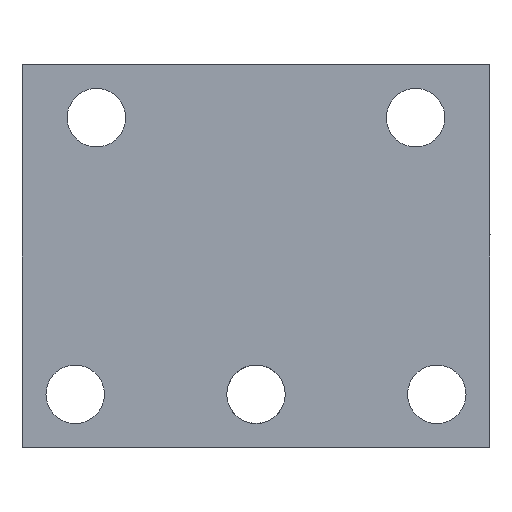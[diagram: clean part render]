
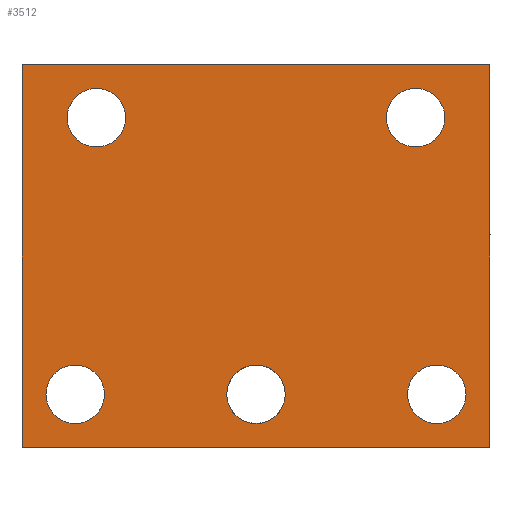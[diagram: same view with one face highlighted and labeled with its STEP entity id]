
A CAD part, front view. The second image highlights one B-rep face of the part: STEP entity #3512.
In plain terms, the highlighted planar face has unit normal (0, -1, 0).
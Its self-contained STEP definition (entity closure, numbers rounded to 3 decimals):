
#198=FACE_BOUND('',#672,.T.);
#199=FACE_BOUND('',#673,.T.);
#200=FACE_BOUND('',#674,.T.);
#201=FACE_BOUND('',#675,.T.);
#202=FACE_BOUND('',#676,.T.);
#272=PLANE('',#3893);
#454=FACE_OUTER_BOUND('',#671,.T.);
#671=EDGE_LOOP('',(#3256,#3257,#3258,#3259));
#672=EDGE_LOOP('',(#3260));
#673=EDGE_LOOP('',(#3261));
#674=EDGE_LOOP('',(#3262));
#675=EDGE_LOOP('',(#3263));
#676=EDGE_LOOP('',(#3264));
#880=CIRCLE('',#3876,2.75);
#883=CIRCLE('',#3885,2.75);
#884=CIRCLE('',#3887,2.75);
#885=CIRCLE('',#3889,2.75);
#886=CIRCLE('',#3891,2.75);
#1086=LINE('',#7155,#1308);
#1099=LINE('',#7189,#1321);
#1103=LINE('',#7279,#1325);
#1108=LINE('',#7297,#1330);
#1308=VECTOR('',#4779,10.);
#1321=VECTOR('',#4822,10.);
#1325=VECTOR('',#4844,10.);
#1330=VECTOR('',#4867,10.);
#1662=VERTEX_POINT('',#7152);
#1663=VERTEX_POINT('',#7154);
#1669=VERTEX_POINT('',#7187);
#1670=VERTEX_POINT('',#7191);
#1676=VERTEX_POINT('',#7277);
#1677=VERTEX_POINT('',#7281);
#1678=VERTEX_POINT('',#7285);
#1679=VERTEX_POINT('',#7289);
#1680=VERTEX_POINT('',#7293);
#2170=EDGE_CURVE('',#1662,#1663,#1086,.T.);
#2187=EDGE_CURVE('',#1669,#1662,#1099,.T.);
#2189=EDGE_CURVE('',#1670,#1670,#880,.T.);
#2199=EDGE_CURVE('',#1676,#1669,#1103,.T.);
#2201=EDGE_CURVE('',#1677,#1677,#883,.T.);
#2203=EDGE_CURVE('',#1678,#1678,#884,.T.);
#2205=EDGE_CURVE('',#1679,#1679,#885,.T.);
#2207=EDGE_CURVE('',#1680,#1680,#886,.T.);
#2208=EDGE_CURVE('',#1663,#1676,#1108,.T.);
#3256=ORIENTED_EDGE('',*,*,#2208,.F.);
#3257=ORIENTED_EDGE('',*,*,#2170,.F.);
#3258=ORIENTED_EDGE('',*,*,#2187,.F.);
#3259=ORIENTED_EDGE('',*,*,#2199,.F.);
#3260=ORIENTED_EDGE('',*,*,#2201,.F.);
#3261=ORIENTED_EDGE('',*,*,#2203,.F.);
#3262=ORIENTED_EDGE('',*,*,#2205,.F.);
#3263=ORIENTED_EDGE('',*,*,#2189,.F.);
#3264=ORIENTED_EDGE('',*,*,#2207,.F.);
#3512=ADVANCED_FACE('',(#454,#198,#199,#200,#201,#202),#272,.F.);
#3876=AXIS2_PLACEMENT_3D('',#7193,#4826,#4827);
#3885=AXIS2_PLACEMENT_3D('',#7283,#4848,#4849);
#3887=AXIS2_PLACEMENT_3D('',#7287,#4853,#4854);
#3889=AXIS2_PLACEMENT_3D('',#7291,#4858,#4859);
#3891=AXIS2_PLACEMENT_3D('',#7295,#4863,#4864);
#3893=AXIS2_PLACEMENT_3D('',#7298,#4868,#4869);
#4779=DIRECTION('',(-1.,0.,0.));
#4822=DIRECTION('',(0.,0.,-1.));
#4826=DIRECTION('center_axis',(0.,-1.,0.));
#4827=DIRECTION('ref_axis',(1.,0.,0.));
#4844=DIRECTION('',(1.,0.,0.));
#4848=DIRECTION('center_axis',(0.,-1.,0.));
#4849=DIRECTION('ref_axis',(1.,0.,0.));
#4853=DIRECTION('center_axis',(0.,-1.,0.));
#4854=DIRECTION('ref_axis',(1.,0.,0.));
#4858=DIRECTION('center_axis',(0.,-1.,0.));
#4859=DIRECTION('ref_axis',(1.,0.,0.));
#4863=DIRECTION('center_axis',(0.,-1.,0.));
#4864=DIRECTION('ref_axis',(1.,0.,0.));
#4867=DIRECTION('',(0.,0.,1.));
#4868=DIRECTION('center_axis',(0.,1.,0.));
#4869=DIRECTION('ref_axis',(0.,0.,1.));
#7152=CARTESIAN_POINT('',(22.,-20.,-16.));
#7154=CARTESIAN_POINT('',(-22.,-20.,-16.));
#7155=CARTESIAN_POINT('',(22.,-20.,-16.));
#7187=CARTESIAN_POINT('',(22.,-20.,20.));
#7189=CARTESIAN_POINT('',(22.,-20.,20.));
#7191=CARTESIAN_POINT('',(-2.75,-20.,-11.));
#7193=CARTESIAN_POINT('Origin',(0.,-20.,-11.));
#7277=CARTESIAN_POINT('',(-22.,-20.,20.));
#7279=CARTESIAN_POINT('',(-22.,-20.,20.));
#7281=CARTESIAN_POINT('',(-19.75,-20.,-11.));
#7283=CARTESIAN_POINT('Origin',(-17.,-20.,-11.));
#7285=CARTESIAN_POINT('',(-17.75,-20.,15.));
#7287=CARTESIAN_POINT('Origin',(-15.,-20.,15.));
#7289=CARTESIAN_POINT('',(14.25,-20.,-11.));
#7291=CARTESIAN_POINT('Origin',(17.,-20.,-11.));
#7293=CARTESIAN_POINT('',(12.25,-20.,15.));
#7295=CARTESIAN_POINT('Origin',(15.,-20.,15.));
#7297=CARTESIAN_POINT('',(-22.,-20.,-16.));
#7298=CARTESIAN_POINT('Origin',(0.,-20.,2.));
